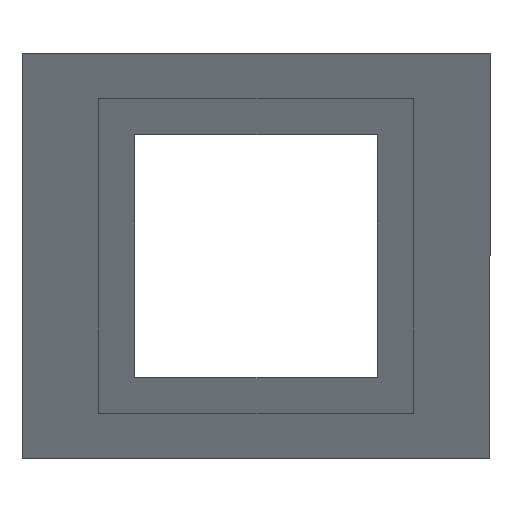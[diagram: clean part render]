
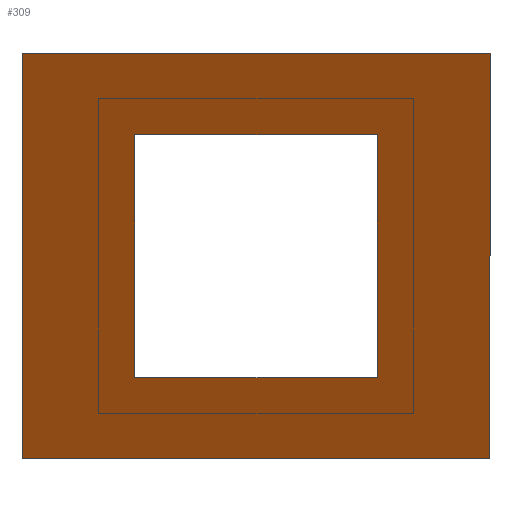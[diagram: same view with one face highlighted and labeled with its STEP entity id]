
A CAD part, front view. The second image highlights one B-rep face of the part: STEP entity #309.
In plain terms, the highlighted planar face has unit normal (0, -0.866, -0.5).
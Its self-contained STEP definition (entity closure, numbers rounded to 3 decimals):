
#158 = VERTEX_POINT ( 'NONE', #602 ) ;
#160 = EDGE_CURVE ( 'NONE', #161, #158, #601, .T. ) ;
#161 = VERTEX_POINT ( 'NONE', #597 ) ;
#208 = VERTEX_POINT ( 'NONE', #650 ) ;
#210 = EDGE_CURVE ( 'NONE', #211, #208, #714, .T. ) ;
#211 = VERTEX_POINT ( 'NONE', #710 ) ;
#231 = EDGE_LOOP ( 'NONE', ( #232, #233, #291, #292 ) ) ;
#232 = ORIENTED_EDGE ( 'NONE', *, *, #210, .T. ) ;
#233 = ORIENTED_EDGE ( 'NONE', *, *, #234, .T. ) ;
#234 = EDGE_CURVE ( 'NONE', #208, #161, #742, .T. ) ;
#236 = EDGE_CURVE ( 'NONE', #261, #250, #738, .T. ) ;
#243 = VERTEX_POINT ( 'NONE', #724 ) ;
#245 = EDGE_CURVE ( 'NONE', #243, #261, #723, .T. ) ;
#250 = VERTEX_POINT ( 'NONE', #715 ) ;
#252 = EDGE_CURVE ( 'NONE', #250, #253, #777, .T. ) ;
#253 = VERTEX_POINT ( 'NONE', #773 ) ;
#261 = VERTEX_POINT ( 'NONE', #758 ) ;
#291 = ORIENTED_EDGE ( 'NONE', *, *, #160, .T. ) ;
#292 = ORIENTED_EDGE ( 'NONE', *, *, #293, .T. ) ;
#293 = EDGE_CURVE ( 'NONE', #158, #211, #781, .T. ) ;
#294 = EDGE_LOOP ( 'NONE', ( #295, #296, #297, #298 ) ) ;
#295 = ORIENTED_EDGE ( 'NONE', *, *, #252, .F. ) ;
#296 = ORIENTED_EDGE ( 'NONE', *, *, #236, .F. ) ;
#297 = ORIENTED_EDGE ( 'NONE', *, *, #245, .F. ) ;
#298 = ORIENTED_EDGE ( 'NONE', *, *, #307, .F. ) ;
#307 = EDGE_CURVE ( 'NONE', #253, #243, #824, .T. ) ;
#309 = ADVANCED_FACE ( 'NONE', ( #818, #817 ), #816, .T. ) ;
#597 = CARTESIAN_POINT ( 'NONE',  ( 237.5, -315.522, 544.5 ) ) ;
#598 = DIRECTION ( 'NONE',  ( 0., 0.5, -0.866 ) ) ;
#599 = VECTOR ( 'NONE', #598, 1000. ) ;
#600 = CARTESIAN_POINT ( 'NONE',  ( 237.5, -41.281, 69.5 ) ) ;
#601 = LINE ( 'NONE', #600, #599 ) ;
#602 = CARTESIAN_POINT ( 'NONE',  ( 237.5, -41.281, 69.5 ) ) ;
#650 = CARTESIAN_POINT ( 'NONE',  ( -237.5, -315.522, 544.5 ) ) ;
#710 = CARTESIAN_POINT ( 'NONE',  ( -237.5, -41.281, 69.5 ) ) ;
#711 = DIRECTION ( 'NONE',  ( 0., -0.5, 0.866 ) ) ;
#712 = VECTOR ( 'NONE', #711, 1000. ) ;
#713 = CARTESIAN_POINT ( 'NONE',  ( -237.5, -315.522, 544.5 ) ) ;
#714 = LINE ( 'NONE', #713, #712 ) ;
#715 = CARTESIAN_POINT ( 'NONE',  ( 457.5, -407.151, 703.207 ) ) ;
#720 = DIRECTION ( 'NONE',  ( 0., -0.5, 0.866 ) ) ;
#721 = VECTOR ( 'NONE', #720, 1000. ) ;
#722 = CARTESIAN_POINT ( 'NONE',  ( -457.5, 50.349, -89.207 ) ) ;
#723 = LINE ( 'NONE', #722, #721 ) ;
#724 = CARTESIAN_POINT ( 'NONE',  ( -457.5, 50.349, -89.207 ) ) ;
#735 = DIRECTION ( 'NONE',  ( 1., 0., 0. ) ) ;
#736 = VECTOR ( 'NONE', #735, 1000. ) ;
#737 = CARTESIAN_POINT ( 'NONE',  ( 457.5, -407.151, 703.207 ) ) ;
#738 = LINE ( 'NONE', #737, #736 ) ;
#739 = DIRECTION ( 'NONE',  ( 1., 0., 0. ) ) ;
#740 = VECTOR ( 'NONE', #739, 1000. ) ;
#741 = CARTESIAN_POINT ( 'NONE',  ( 237.5, -315.522, 544.5 ) ) ;
#742 = LINE ( 'NONE', #741, #740 ) ;
#758 = CARTESIAN_POINT ( 'NONE',  ( -457.5, -407.151, 703.207 ) ) ;
#773 = CARTESIAN_POINT ( 'NONE',  ( 457.5, 50.349, -89.207 ) ) ;
#774 = DIRECTION ( 'NONE',  ( 0., 0.5, -0.866 ) ) ;
#775 = VECTOR ( 'NONE', #774, 1000. ) ;
#776 = CARTESIAN_POINT ( 'NONE',  ( 457.5, 50.349, -89.207 ) ) ;
#777 = LINE ( 'NONE', #776, #775 ) ;
#778 = DIRECTION ( 'NONE',  ( -1., 0., 0. ) ) ;
#779 = VECTOR ( 'NONE', #778, 1000. ) ;
#780 = CARTESIAN_POINT ( 'NONE',  ( -237.5, -41.281, 69.5 ) ) ;
#781 = LINE ( 'NONE', #780, #779 ) ;
#811 = DIRECTION ( 'NONE',  ( 0., 0.5, -0.866 ) ) ;
#812 = DIRECTION ( 'NONE',  ( 0., -0.866, -0.5 ) ) ;
#814 = CARTESIAN_POINT ( 'NONE',  ( 457.5, -407.151, 703.207 ) ) ;
#815 = AXIS2_PLACEMENT_3D ( 'NONE', #814, #812, #811 ) ;
#816 = PLANE ( 'NONE',  #815 ) ;
#817 = FACE_OUTER_BOUND ( 'NONE', #294, .T. ) ;
#818 = FACE_BOUND ( 'NONE', #231, .T. ) ;
#819 = DIRECTION ( 'NONE',  ( -1., 0., 0. ) ) ;
#820 = VECTOR ( 'NONE', #819, 1000. ) ;
#821 = CARTESIAN_POINT ( 'NONE',  ( 457.5, 50.349, -89.207 ) ) ;
#824 = LINE ( 'NONE', #821, #820 ) ;
